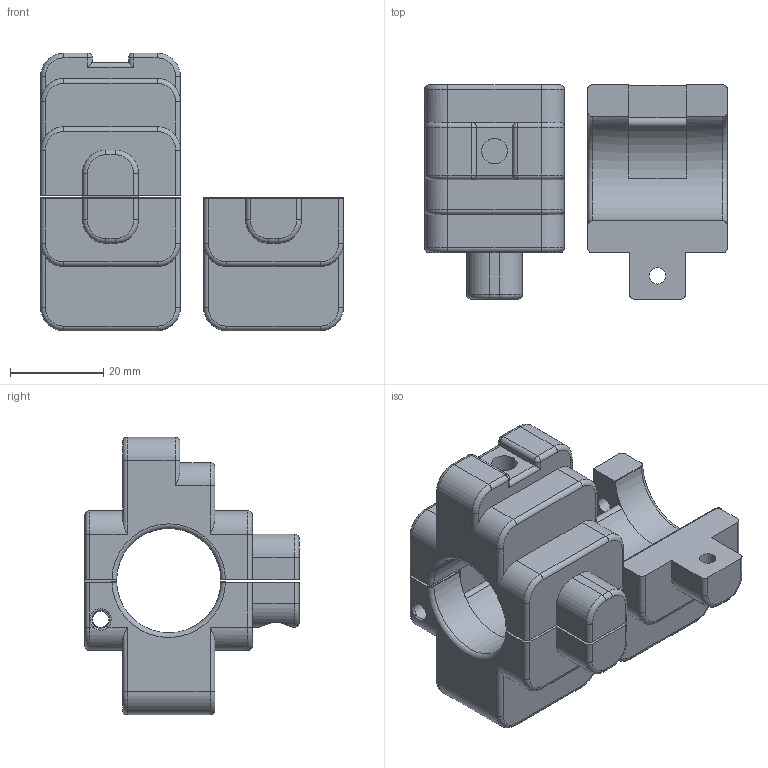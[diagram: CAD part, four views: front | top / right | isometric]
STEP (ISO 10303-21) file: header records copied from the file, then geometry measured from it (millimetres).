
FILE_DESCRIPTION(/* description */ ('','CAx-IF Rec.Pracs.---Representation and Presentation of Product Manufacturing Information (PMI)---4.0---2014-10-13'),/* implementation_level */ '2;1');
FILE_NAME(/* name */ 'bed_probe_holder.step',/* time_stamp */ '2025-01-04T12:41:43+01:00',/* author */ (''),/* organization */ (''),/* preprocessor_version */ 'ST-DEVELOPER v20',/* originating_system */ 'Autodesk Translation Framework v13.20.0.188',/* authorisation */ '');
FILE_SCHEMA (('AP242_MANAGED_MODEL_BASED_3D_ENGINEERING_MIM_LF { 1 0 10303 442 1 1 4 }'));
Length unit declared in the file: millimetre
Products named in the file (4): bed_probe_holder; BedProbeHolderFront; BedProbeHolderBack; BedProbeHolderFront5Pin
Assembly tree (3 placements, depth 2):
  bed_probe_holder
    BedProbeHolderFront
    BedProbeHolderBack
    BedProbeHolderFront5Pin
Bounding box: 65 x 46 x 59.6 mm (x, y, z)
Volume: 52049 mm3; surface area: 19277.1 mm2
Topology: 3 solids, 3 shells, 279 faces, 687 edges, 419 vertices
Faces by surface type: cylinder 114, plane 95, torus 48, bspline 18, sphere 4
Full cylindrical faces by diameter (mm): 3.5 x7, 3.8 x3, 5 x2, 5.5 x1, 7 x2
Entity records: 9253 total; most frequent: CARTESIAN_POINT 2484, DIRECTION 1446, ORIENTED_EDGE 1374, EDGE_CURVE 687, AXIS2_PLACEMENT_3D 549, VERTEX_POINT 419, LINE 348, VECTOR 348
